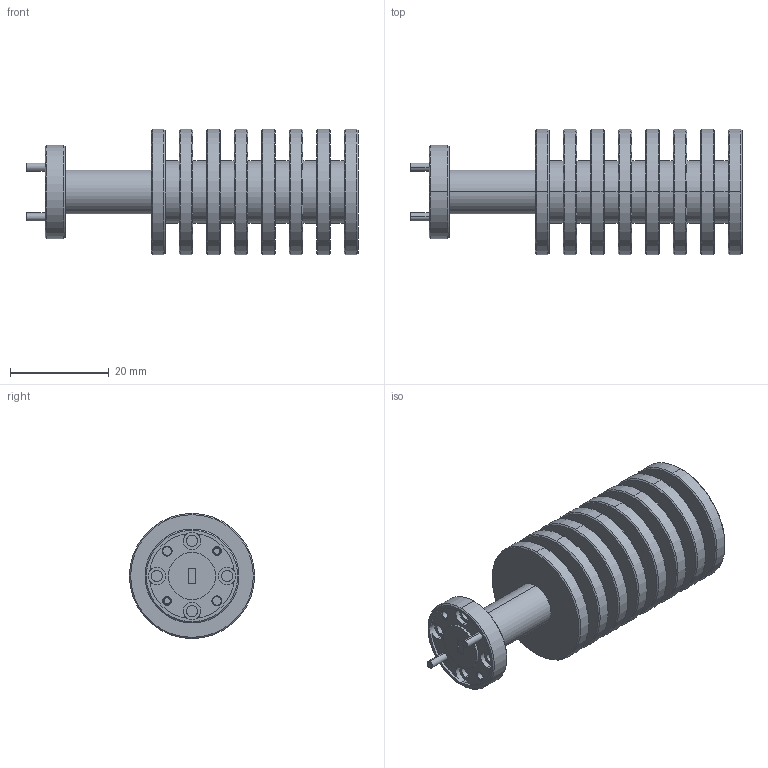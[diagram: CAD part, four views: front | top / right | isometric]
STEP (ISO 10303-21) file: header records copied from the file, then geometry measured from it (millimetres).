
FILE_DESCRIPTION (( 'STEP AP203' ), '1' );
FILE_NAME ('SWL-1237-S1.STEP', '2023-01-10T02:15:34', ( '' ), ( '' ), 'SwSTEP 2.0', 'SolidWorks 2021', '' );
FILE_SCHEMA (( 'CONFIG_CONTROL_DESIGN' ));
Length unit declared in the file: inch
Products named in the file (1): SWL-1237-S1
Bounding box: 67.37 x 25.4 x 25.4 mm (x, y, z)
Volume: 15838.2 mm3; surface area: 10219.3 mm2
Topology: 6 solids, 6 shells, 252 faces, 533 edges, 306 vertices
Faces by surface type: cone 97, cylinder 83, plane 72
Entity records: 6938 total; most frequent: CARTESIAN_POINT 1371, DIRECTION 1253, ORIENTED_EDGE 1042, EDGE_CURVE 521, AXIS2_PLACEMENT_3D 512, VERTEX_POINT 306, EDGE_LOOP 293, CIRCLE 259
